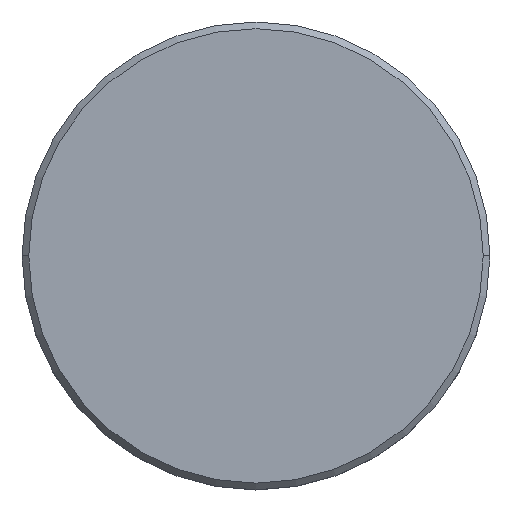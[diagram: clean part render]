
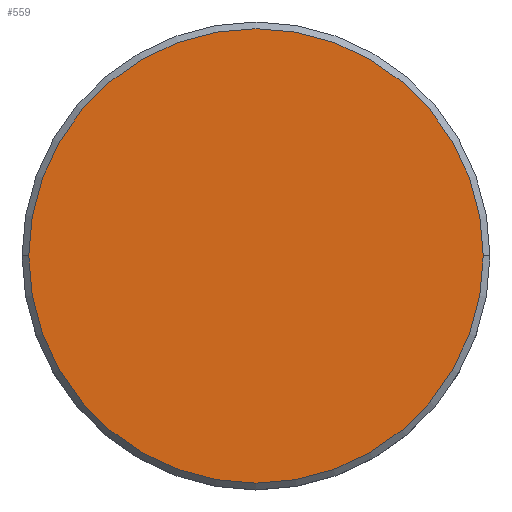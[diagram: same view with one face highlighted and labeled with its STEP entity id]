
A CAD part, top view. The second image highlights one B-rep face of the part: STEP entity #559.
In plain terms, the highlighted planar face has unit normal (0, 0, 1).
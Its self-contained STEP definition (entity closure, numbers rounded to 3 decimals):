
#113 = ORIENTED_EDGE ( 'NONE', *, *, #196, .T. ) ;
#125 = DIRECTION ( 'NONE',  ( 1., 0., 0. ) ) ;
#135 = DIRECTION ( 'NONE',  ( 1., 0., 0. ) ) ;
#148 = FACE_OUTER_BOUND ( 'NONE', #383, .T. ) ;
#153 = VERTEX_POINT ( 'NONE', #1013 ) ;
#159 = EDGE_CURVE ( 'NONE', #999, #153, #337, .T. ) ;
#196 = EDGE_CURVE ( 'NONE', #153, #999, #959, .T. ) ;
#223 = CARTESIAN_POINT ( 'NONE',  ( 17., 0., 0. ) ) ;
#236 = ORIENTED_EDGE ( 'NONE', *, *, #159, .T. ) ;
#305 = DIRECTION ( 'NONE',  ( 1., 0., 0. ) ) ;
#314 = PLANE ( 'NONE',  #939 ) ;
#337 = CIRCLE ( 'NONE', #513, 17. ) ;
#383 = EDGE_LOOP ( 'NONE', ( #113, #236 ) ) ;
#396 = AXIS2_PLACEMENT_3D ( 'NONE', #935, #853, #125 ) ;
#501 = DIRECTION ( 'NONE',  ( 0., 0., 1. ) ) ;
#513 = AXIS2_PLACEMENT_3D ( 'NONE', #672, #501, #305 ) ;
#521 = DIRECTION ( 'NONE',  ( 0., 0., 1. ) ) ;
#559 = ADVANCED_FACE ( 'NONE', ( #148 ), #314, .T. ) ;
#672 = CARTESIAN_POINT ( 'NONE',  ( 0., 0., 0. ) ) ;
#762 = CARTESIAN_POINT ( 'NONE',  ( 0., 0., 0. ) ) ;
#853 = DIRECTION ( 'NONE',  ( 0., 0., 1. ) ) ;
#935 = CARTESIAN_POINT ( 'NONE',  ( 0., 0., 0. ) ) ;
#939 = AXIS2_PLACEMENT_3D ( 'NONE', #762, #521, #135 ) ;
#959 = CIRCLE ( 'NONE', #396, 17. ) ;
#999 = VERTEX_POINT ( 'NONE', #223 ) ;
#1013 = CARTESIAN_POINT ( 'NONE',  ( -17., 0., 0. ) ) ;
